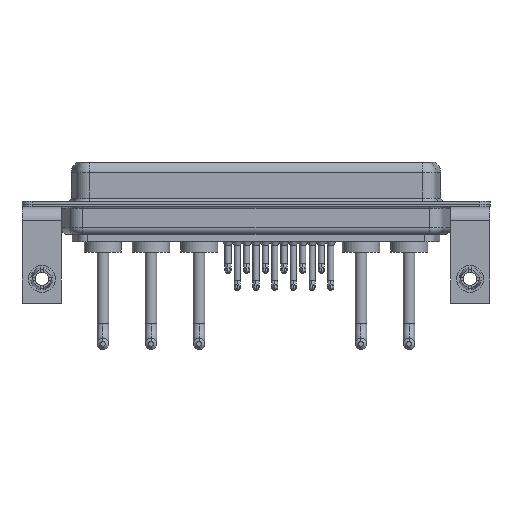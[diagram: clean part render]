
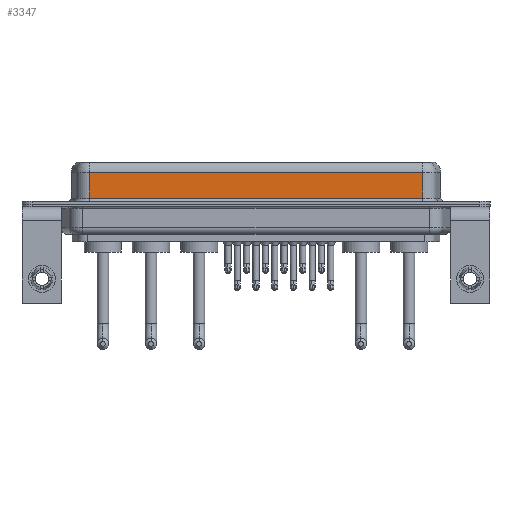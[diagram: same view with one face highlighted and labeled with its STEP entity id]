
A CAD part, front view. The second image highlights one B-rep face of the part: STEP entity #3347.
In plain terms, the highlighted planar face has unit normal (0, -1, 0).
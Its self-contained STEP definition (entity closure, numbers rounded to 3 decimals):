
#1388 = CARTESIAN_POINT ( 'NONE',  ( 56.462, -3.95, 0.9 ) ) ;
#2963 = DIRECTION ( 'NONE',  ( 0., 0., 1. ) ) ;
#3019 = LINE ( 'NONE', #22461, #6243 ) ;
#3075 = DIRECTION ( 'NONE',  ( 0., 1., 0. ) ) ;
#3296 = PLANE ( 'NONE',  #19657 ) ;
#3347 = ADVANCED_FACE ( 'NONE', ( #22178 ), #3296, .F. ) ;
#3466 = DIRECTION ( 'NONE',  ( -1., 0., 0. ) ) ;
#4053 = ORIENTED_EDGE ( 'NONE', *, *, #4540, .T. ) ;
#4540 = EDGE_CURVE ( 'NONE', #7007, #17329, #8106, .T. ) ;
#4862 = VECTOR ( 'NONE', #15549, 1000. ) ;
#6243 = VECTOR ( 'NONE', #3466, 1000. ) ;
#6370 = LINE ( 'NONE', #13153, #20458 ) ;
#6814 = ORIENTED_EDGE ( 'NONE', *, *, #17062, .T. ) ;
#7007 = VERTEX_POINT ( 'NONE', #16206 ) ;
#8106 = LINE ( 'NONE', #15198, #14218 ) ;
#8580 = LINE ( 'NONE', #1388, #4862 ) ;
#10778 = EDGE_LOOP ( 'NONE', ( #19900, #14673, #4053, #6814 ) ) ;
#12469 = CARTESIAN_POINT ( 'NONE',  ( 56.462, -3.95, 4.65 ) ) ;
#13153 = CARTESIAN_POINT ( 'NONE',  ( 56.462, -3.95, 6.4 ) ) ;
#13242 = EDGE_CURVE ( 'NONE', #17224, #18474, #6370, .T. ) ;
#14218 = VECTOR ( 'NONE', #18406, 1000. ) ;
#14673 = ORIENTED_EDGE ( 'NONE', *, *, #14695, .T. ) ;
#14695 = EDGE_CURVE ( 'NONE', #17224, #7007, #3019, .T. ) ;
#15198 = CARTESIAN_POINT ( 'NONE',  ( 7.038, -3.95, 6.4 ) ) ;
#15549 = DIRECTION ( 'NONE',  ( 1., 0., 0. ) ) ;
#16206 = CARTESIAN_POINT ( 'NONE',  ( 7.038, -3.95, 4.65 ) ) ;
#16917 = CARTESIAN_POINT ( 'NONE',  ( 56.462, -3.95, 6.4 ) ) ;
#17062 = EDGE_CURVE ( 'NONE', #17329, #18474, #8580, .T. ) ;
#17224 = VERTEX_POINT ( 'NONE', #12469 ) ;
#17329 = VERTEX_POINT ( 'NONE', #19668 ) ;
#18406 = DIRECTION ( 'NONE',  ( 0., 0., -1. ) ) ;
#18474 = VERTEX_POINT ( 'NONE', #20712 ) ;
#19657 = AXIS2_PLACEMENT_3D ( 'NONE', #16917, #3075, #2963 ) ;
#19668 = CARTESIAN_POINT ( 'NONE',  ( 7.038, -3.95, 0.9 ) ) ;
#19900 = ORIENTED_EDGE ( 'NONE', *, *, #13242, .F. ) ;
#20124 = DIRECTION ( 'NONE',  ( 0., 0., -1. ) ) ;
#20458 = VECTOR ( 'NONE', #20124, 1000. ) ;
#20712 = CARTESIAN_POINT ( 'NONE',  ( 56.462, -3.95, 0.9 ) ) ;
#22178 = FACE_OUTER_BOUND ( 'NONE', #10778, .T. ) ;
#22461 = CARTESIAN_POINT ( 'NONE',  ( 56.462, -3.95, 4.65 ) ) ;
